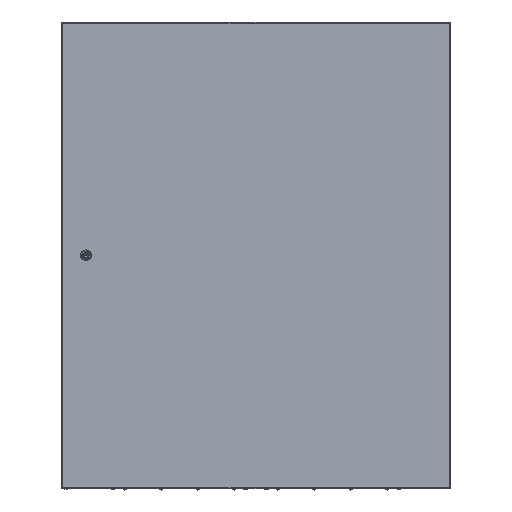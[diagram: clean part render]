
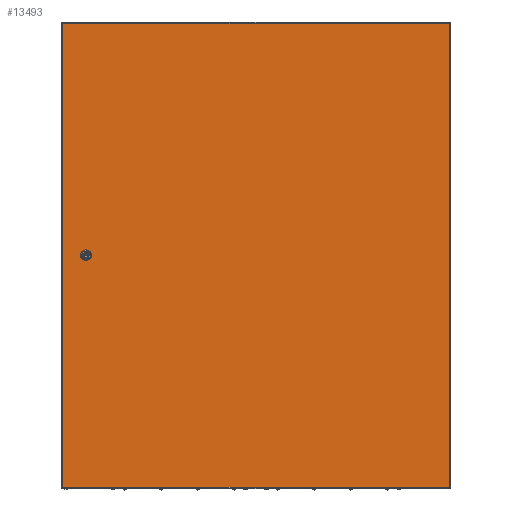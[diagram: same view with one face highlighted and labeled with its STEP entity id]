
A CAD part, top view. The second image highlights one B-rep face of the part: STEP entity #13493.
In plain terms, the highlighted planar face has unit normal (0, 0, 1).
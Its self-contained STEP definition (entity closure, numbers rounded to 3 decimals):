
#1110 = AXIS2_PLACEMENT_3D ( 'NONE', #10200, #49765, #37009 ) ;
#1298 = CARTESIAN_POINT ( 'NONE',  ( 72.92, 605.056, 17.5 ) ) ;
#3102 = VERTEX_POINT ( 'NONE', #47081 ) ;
#6008 = VERTEX_POINT ( 'NONE', #25235 ) ;
#6749 = CARTESIAN_POINT ( 'NONE',  ( 57.814, 610.05, 17.5 ) ) ;
#6761 = VERTEX_POINT ( 'NONE', #44826 ) ;
#7348 = PLANE ( 'NONE',  #15099 ) ;
#8119 = CARTESIAN_POINT ( 'NONE',  ( 2.87, 1197., 17.5 ) ) ;
#9413 = LINE ( 'NONE', #8119, #62911 ) ;
#10200 = CARTESIAN_POINT ( 'NONE',  ( 62.87, 600., 17.5 ) ) ;
#12004 = EDGE_CURVE ( 'NONE', #6008, #54816, #30467, .T. ) ;
#13493 = ADVANCED_FACE ( 'NONE', ( #26664, #61855 ), #7348, .T. ) ;
#13788 = VERTEX_POINT ( 'NONE', #82315 ) ;
#15099 = AXIS2_PLACEMENT_3D ( 'NONE', #20077, #47358, #60981 ) ;
#16643 = EDGE_CURVE ( 'NONE', #22506, #28560, #73647, .T. ) ;
#16814 = DIRECTION ( 'NONE',  ( 0., 0., 1. ) ) ;
#18018 = ORIENTED_EDGE ( 'NONE', *, *, #46297, .T. ) ;
#18795 = CARTESIAN_POINT ( 'NONE',  ( 67.926, 589.95, 17.5 ) ) ;
#18847 = VECTOR ( 'NONE', #76432, 1000. ) ;
#19854 = EDGE_CURVE ( 'NONE', #13788, #22506, #22787, .T. ) ;
#20077 = CARTESIAN_POINT ( 'NONE',  ( 0., 0., 17.5 ) ) ;
#20317 = ORIENTED_EDGE ( 'NONE', *, *, #57982, .T. ) ;
#21866 = VECTOR ( 'NONE', #80345, 1000. ) ;
#22506 = VERTEX_POINT ( 'NONE', #36662 ) ;
#22603 = DIRECTION ( 'NONE',  ( -1., 0., 0. ) ) ;
#22787 = LINE ( 'NONE', #49567, #18847 ) ;
#23115 = AXIS2_PLACEMENT_3D ( 'NONE', #70858, #16814, #63420 ) ;
#23987 = ORIENTED_EDGE ( 'NONE', *, *, #41035, .F. ) ;
#24024 = DIRECTION ( 'NONE',  ( 0., -1., 0. ) ) ;
#25235 = CARTESIAN_POINT ( 'NONE',  ( 997.37, 3., 17.5 ) ) ;
#26664 = FACE_BOUND ( 'NONE', #33746, .T. ) ;
#28560 = VERTEX_POINT ( 'NONE', #74556 ) ;
#28912 = LINE ( 'NONE', #55703, #52198 ) ;
#30467 = LINE ( 'NONE', #32210, #30553 ) ;
#30553 = VECTOR ( 'NONE', #72194, 1000. ) ;
#32210 = CARTESIAN_POINT ( 'NONE',  ( 997.37, 1197., 17.5 ) ) ;
#33042 = CARTESIAN_POINT ( 'NONE',  ( 72.92, 594.944, 17.5 ) ) ;
#33296 = CARTESIAN_POINT ( 'NONE',  ( 62.87, 600., 17.5 ) ) ;
#33746 = EDGE_LOOP ( 'NONE', ( #49048, #59444, #81956, #79056, #54084, #72881, #23987, #50787 ) ) ;
#34772 = DIRECTION ( 'NONE',  ( 0., 1., 0. ) ) ;
#35459 = VERTEX_POINT ( 'NONE', #54417 ) ;
#36662 = CARTESIAN_POINT ( 'NONE',  ( 52.82, 594.944, 17.5 ) ) ;
#37009 = DIRECTION ( 'NONE',  ( 1., 0., 0. ) ) ;
#39607 = LINE ( 'NONE', #33042, #73541 ) ;
#40424 = CIRCLE ( 'NONE', #1110, 11.25 ) ;
#41035 = EDGE_CURVE ( 'NONE', #51286, #13788, #51352, .T. ) ;
#41145 = EDGE_CURVE ( 'NONE', #28560, #6761, #59226, .T. ) ;
#42004 = EDGE_LOOP ( 'NONE', ( #18018, #20317, #72327, #73835 ) ) ;
#42210 = AXIS2_PLACEMENT_3D ( 'NONE', #33296, #73737, #67112 ) ;
#42381 = EDGE_CURVE ( 'NONE', #54816, #44170, #9413, .T. ) ;
#44170 = VERTEX_POINT ( 'NONE', #44205 ) ;
#44205 = CARTESIAN_POINT ( 'NONE',  ( 2.87, 1197., 17.5 ) ) ;
#44314 = AXIS2_PLACEMENT_3D ( 'NONE', #70237, #50449, #63678 ) ;
#44826 = CARTESIAN_POINT ( 'NONE',  ( 67.926, 589.95, 17.5 ) ) ;
#46297 = EDGE_CURVE ( 'NONE', #44170, #3102, #28912, .T. ) ;
#46709 = DIRECTION ( 'NONE',  ( 1., 0., 0. ) ) ;
#47081 = CARTESIAN_POINT ( 'NONE',  ( 2.87, 3., 17.5 ) ) ;
#47358 = DIRECTION ( 'NONE',  ( 0., 0., 1. ) ) ;
#47825 = EDGE_CURVE ( 'NONE', #71994, #35459, #40424, .T. ) ;
#49048 = ORIENTED_EDGE ( 'NONE', *, *, #47825, .F. ) ;
#49567 = CARTESIAN_POINT ( 'NONE',  ( 52.82, 594.944, 17.5 ) ) ;
#49765 = DIRECTION ( 'NONE',  ( 0., 0., 1. ) ) ;
#50449 = DIRECTION ( 'NONE',  ( 0., 0., 1. ) ) ;
#50787 = ORIENTED_EDGE ( 'NONE', *, *, #64705, .F. ) ;
#51286 = VERTEX_POINT ( 'NONE', #6749 ) ;
#51352 = CIRCLE ( 'NONE', #44314, 11.25 ) ;
#52198 = VECTOR ( 'NONE', #24024, 1000. ) ;
#52877 = LINE ( 'NONE', #66070, #63048 ) ;
#54084 = ORIENTED_EDGE ( 'NONE', *, *, #16643, .F. ) ;
#54417 = CARTESIAN_POINT ( 'NONE',  ( 67.926, 610.05, 17.5 ) ) ;
#54816 = VERTEX_POINT ( 'NONE', #66961 ) ;
#55703 = CARTESIAN_POINT ( 'NONE',  ( 2.87, 1197., 17.5 ) ) ;
#57240 = DIRECTION ( 'NONE',  ( -1., 0., 0. ) ) ;
#57667 = CARTESIAN_POINT ( 'NONE',  ( 67.926, 610.05, 17.5 ) ) ;
#57982 = EDGE_CURVE ( 'NONE', #3102, #6008, #52877, .T. ) ;
#59226 = LINE ( 'NONE', #18795, #21866 ) ;
#59444 = ORIENTED_EDGE ( 'NONE', *, *, #69704, .F. ) ;
#60155 = EDGE_CURVE ( 'NONE', #6761, #82714, #80183, .T. ) ;
#60981 = DIRECTION ( 'NONE',  ( 1., 0., 0. ) ) ;
#61855 = FACE_OUTER_BOUND ( 'NONE', #42004, .T. ) ;
#62911 = VECTOR ( 'NONE', #22603, 1000. ) ;
#63048 = VECTOR ( 'NONE', #46709, 1000. ) ;
#63420 = DIRECTION ( 'NONE',  ( 1., 0., 0. ) ) ;
#63678 = DIRECTION ( 'NONE',  ( 1., 0., 0. ) ) ;
#64705 = EDGE_CURVE ( 'NONE', #35459, #51286, #77491, .T. ) ;
#66070 = CARTESIAN_POINT ( 'NONE',  ( 2.87, 3., 17.5 ) ) ;
#66961 = CARTESIAN_POINT ( 'NONE',  ( 997.37, 1197., 17.5 ) ) ;
#67112 = DIRECTION ( 'NONE',  ( 1., 0., 0. ) ) ;
#69704 = EDGE_CURVE ( 'NONE', #82714, #71994, #39607, .T. ) ;
#70237 = CARTESIAN_POINT ( 'NONE',  ( 62.87, 600., 17.5 ) ) ;
#70858 = CARTESIAN_POINT ( 'NONE',  ( 62.87, 600., 17.5 ) ) ;
#71994 = VERTEX_POINT ( 'NONE', #1298 ) ;
#72194 = DIRECTION ( 'NONE',  ( 0., 1., 0. ) ) ;
#72327 = ORIENTED_EDGE ( 'NONE', *, *, #12004, .T. ) ;
#72881 = ORIENTED_EDGE ( 'NONE', *, *, #19854, .F. ) ;
#73541 = VECTOR ( 'NONE', #34772, 1000. ) ;
#73647 = CIRCLE ( 'NONE', #23115, 11.25 ) ;
#73737 = DIRECTION ( 'NONE',  ( 0., 0., 1. ) ) ;
#73835 = ORIENTED_EDGE ( 'NONE', *, *, #42381, .T. ) ;
#74556 = CARTESIAN_POINT ( 'NONE',  ( 57.814, 589.95, 17.5 ) ) ;
#76432 = DIRECTION ( 'NONE',  ( 0., -1., 0. ) ) ;
#77491 = LINE ( 'NONE', #57667, #81436 ) ;
#77890 = CARTESIAN_POINT ( 'NONE',  ( 72.92, 594.944, 17.5 ) ) ;
#79056 = ORIENTED_EDGE ( 'NONE', *, *, #41145, .F. ) ;
#80183 = CIRCLE ( 'NONE', #42210, 11.25 ) ;
#80345 = DIRECTION ( 'NONE',  ( 1., 0., 0. ) ) ;
#81436 = VECTOR ( 'NONE', #57240, 1000. ) ;
#81956 = ORIENTED_EDGE ( 'NONE', *, *, #60155, .F. ) ;
#82315 = CARTESIAN_POINT ( 'NONE',  ( 52.82, 605.056, 17.5 ) ) ;
#82714 = VERTEX_POINT ( 'NONE', #77890 ) ;
